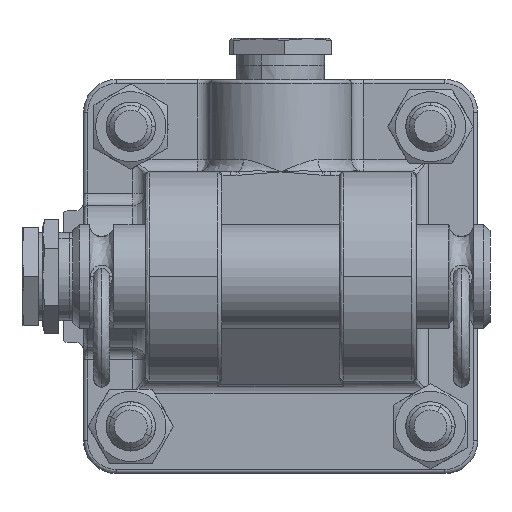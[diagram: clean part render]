
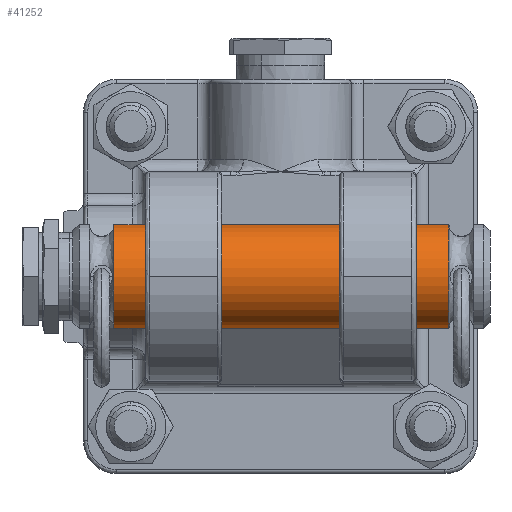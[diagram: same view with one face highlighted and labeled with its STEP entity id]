
A CAD part, left-side view. The second image highlights one B-rep face of the part: STEP entity #41252.
In plain terms, the highlighted cylindrical face has radius 12.65 mm (diameter 25.3 mm), a partial arc.
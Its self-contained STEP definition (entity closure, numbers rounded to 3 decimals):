
#309 = VERTEX_POINT ( 'NONE', #18893 ) ;
#586 = FACE_OUTER_BOUND ( 'NONE', #16986, .T. ) ;
#1551 = ORIENTED_EDGE ( 'NONE', *, *, #36039, .T. ) ;
#3991 = CARTESIAN_POINT ( 'NONE',  ( 91.6, 0., 0. ) ) ;
#5100 = CARTESIAN_POINT ( 'NONE',  ( 10., 0., -12.65 ) ) ;
#6551 = VERTEX_POINT ( 'NONE', #33445 ) ;
#7707 = VERTEX_POINT ( 'NONE', #28228 ) ;
#8263 = DIRECTION ( 'NONE',  ( 1., 0., 0. ) ) ;
#9203 = DIRECTION ( 'NONE',  ( 0., 0., -1. ) ) ;
#9432 = CARTESIAN_POINT ( 'NONE',  ( 10., 0., 0. ) ) ;
#9539 = CIRCLE ( 'NONE', #31653, 12.65 ) ;
#9891 = CARTESIAN_POINT ( 'NONE',  ( 10., 0., 12.65 ) ) ;
#11143 = VERTEX_POINT ( 'NONE', #18966 ) ;
#12095 = EDGE_CURVE ( 'NONE', #42374, #13846, #9539, .T. ) ;
#12688 = LINE ( 'NONE', #5100, #20976 ) ;
#12945 = CIRCLE ( 'NONE', #42064, 12.65 ) ;
#13846 = VERTEX_POINT ( 'NONE', #34280 ) ;
#15674 = ORIENTED_EDGE ( 'NONE', *, *, #34079, .T. ) ;
#16843 = DIRECTION ( 'NONE',  ( -1., 0., 0. ) ) ;
#16965 = CARTESIAN_POINT ( 'NONE',  ( 10., 0., 0. ) ) ;
#16986 = EDGE_LOOP ( 'NONE', ( #39470, #1551, #38468, #15674, #21667, #26098 ) ) ;
#17663 = EDGE_CURVE ( 'NONE', #11143, #309, #23361, .T. ) ;
#18893 = CARTESIAN_POINT ( 'NONE',  ( 10., 0., -12.65 ) ) ;
#18966 = CARTESIAN_POINT ( 'NONE',  ( 10., -12.65, 0. ) ) ;
#19680 = DIRECTION ( 'NONE',  ( 1., 0., 0. ) ) ;
#20976 = VECTOR ( 'NONE', #8263, 1000. ) ;
#21667 = ORIENTED_EDGE ( 'NONE', *, *, #12095, .T. ) ;
#22552 = CIRCLE ( 'NONE', #33592, 12.65 ) ;
#23137 = DIRECTION ( 'NONE',  ( 0., 0., -1. ) ) ;
#23361 = CIRCLE ( 'NONE', #28039, 12.65 ) ;
#23630 = DIRECTION ( 'NONE',  ( 0., 0., -1. ) ) ;
#24607 = EDGE_CURVE ( 'NONE', #13846, #6551, #22552, .T. ) ;
#25368 = DIRECTION ( 'NONE',  ( -1., 0., 0. ) ) ;
#26098 = ORIENTED_EDGE ( 'NONE', *, *, #24607, .T. ) ;
#27093 = DIRECTION ( 'NONE',  ( 0., 0., -1. ) ) ;
#28039 = AXIS2_PLACEMENT_3D ( 'NONE', #16965, #36654, #23630 ) ;
#28228 = CARTESIAN_POINT ( 'NONE',  ( 10., 0., 12.65 ) ) ;
#29115 = CARTESIAN_POINT ( 'NONE',  ( 91.6, 0., 0. ) ) ;
#30013 = VECTOR ( 'NONE', #19680, 1000. ) ;
#30455 = EDGE_CURVE ( 'NONE', #7707, #6551, #32648, .T. ) ;
#31616 = DIRECTION ( 'NONE',  ( 1., 0., 0. ) ) ;
#31653 = AXIS2_PLACEMENT_3D ( 'NONE', #3991, #16843, #27093 ) ;
#31827 = CARTESIAN_POINT ( 'NONE',  ( 91.6, 0., -12.65 ) ) ;
#32648 = LINE ( 'NONE', #9891, #30013 ) ;
#32705 = DIRECTION ( 'NONE',  ( 1., 0., 0. ) ) ;
#33445 = CARTESIAN_POINT ( 'NONE',  ( 91.6, 0., 12.65 ) ) ;
#33592 = AXIS2_PLACEMENT_3D ( 'NONE', #29115, #25368, #9203 ) ;
#34079 = EDGE_CURVE ( 'NONE', #309, #42374, #12688, .T. ) ;
#34280 = CARTESIAN_POINT ( 'NONE',  ( 91.6, -12.65, 0. ) ) ;
#34922 = DIRECTION ( 'NONE',  ( 0., 0., -1. ) ) ;
#36039 = EDGE_CURVE ( 'NONE', #7707, #11143, #12945, .T. ) ;
#36654 = DIRECTION ( 'NONE',  ( 1., 0., 0. ) ) ;
#36813 = AXIS2_PLACEMENT_3D ( 'NONE', #9432, #32705, #23137 ) ;
#38468 = ORIENTED_EDGE ( 'NONE', *, *, #17663, .T. ) ;
#39470 = ORIENTED_EDGE ( 'NONE', *, *, #30455, .F. ) ;
#39817 = CYLINDRICAL_SURFACE ( 'NONE', #36813, 12.65 ) ;
#41252 = ADVANCED_FACE ( 'NONE', ( #586 ), #39817, .T. ) ;
#41799 = CARTESIAN_POINT ( 'NONE',  ( 10., 0., 0. ) ) ;
#42064 = AXIS2_PLACEMENT_3D ( 'NONE', #41799, #31616, #34922 ) ;
#42374 = VERTEX_POINT ( 'NONE', #31827 ) ;
